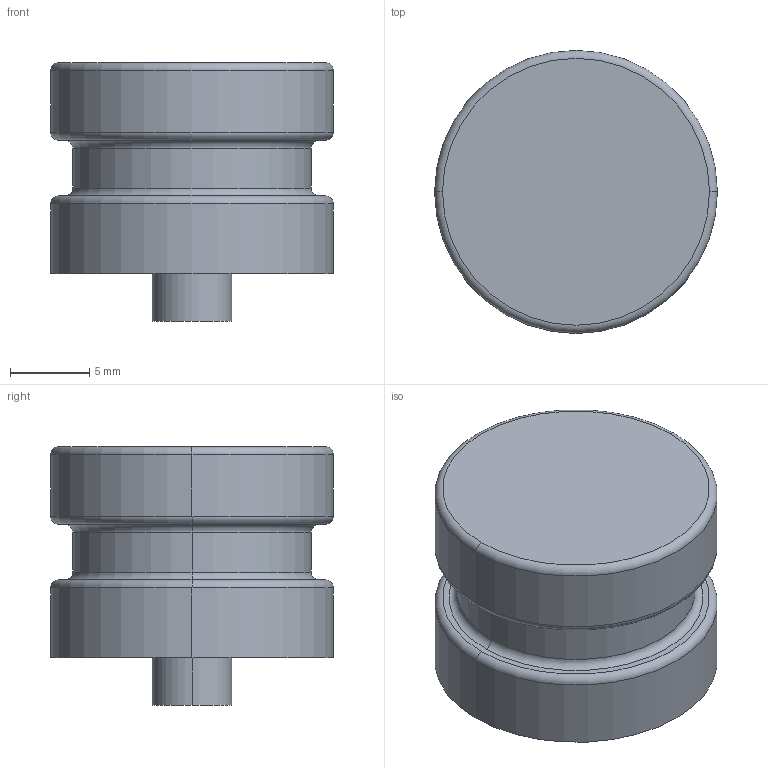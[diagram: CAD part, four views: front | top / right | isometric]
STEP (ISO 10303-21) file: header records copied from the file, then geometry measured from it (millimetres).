
FILE_DESCRIPTION (( 'STEP AP203' ), '1' );
FILE_NAME ('bouchon capteur position vilebrequin 1hdfte.STEP', '2024-10-02T20:33:21', ( '' ), ( '' ), 'SwSTEP 2.0', 'SolidWorks 2023', '' );
FILE_SCHEMA (( 'CONFIG_CONTROL_DESIGN' ));
Length unit declared in the file: millimetre
Products named in the file (1): bouchon capteur position vilebrequin 1hdfte
Bounding box: 17.8 x 17.8 x 16.3 mm (x, y, z)
Volume: 3112.3 mm3; surface area: 1345.7 mm2
Topology: 1 solids, 1 shells, 23 faces, 44 edges, 26 vertices
Faces by surface type: torus 10, cylinder 8, plane 5
Entity records: 671 total; most frequent: DIRECTION 128, CARTESIAN_POINT 94, ORIENTED_EDGE 88, AXIS2_PLACEMENT_3D 60, EDGE_CURVE 44, CIRCLE 36, EDGE_LOOP 26, VERTEX_POINT 26
